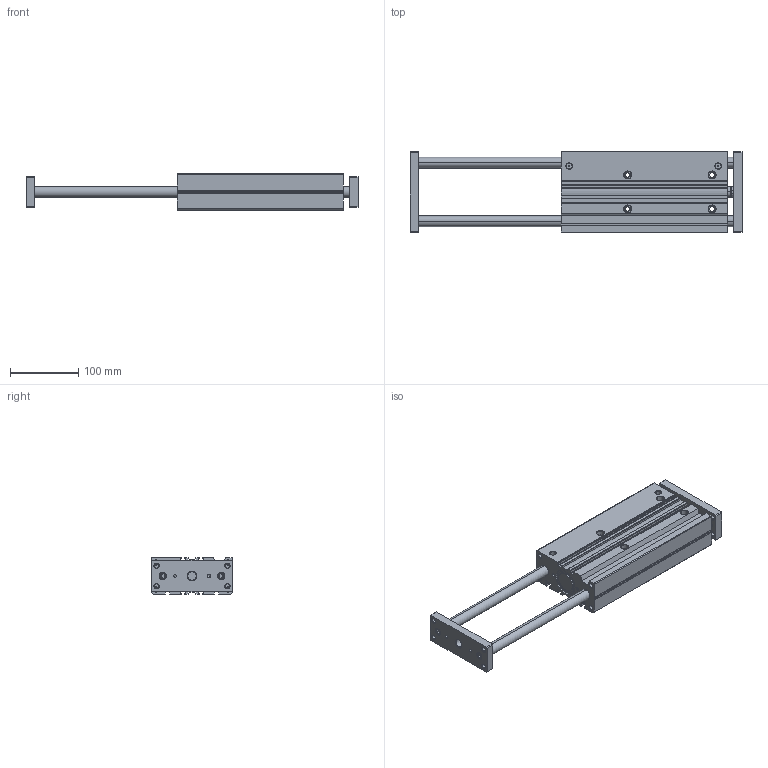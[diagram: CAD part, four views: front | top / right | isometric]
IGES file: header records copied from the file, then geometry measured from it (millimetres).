
Start section: Data from XPlus IGES,  Spatial Corp. Copyright (c) 1999-2004
Global section: file name: QCBF2A040A200.igs; native system:  By Spatial Corp.; preprocessor: XPlus ACIS/IGES 3.0; author: Noname; organization: Noname; date: 20120110.131232; units: millimetre
Bounding box: 488 x 120 x 54 mm (x, y, z)
Surface area: 272258.3 mm2 (no closed solid volume)
Topology: 0 solids, 0 shells, 521 faces, 2596 edges, 2572 vertices
Faces by surface type: revolution 309, extrusion 212
